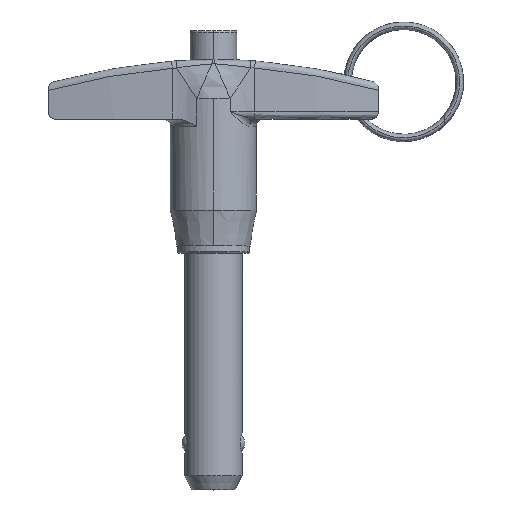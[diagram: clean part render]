
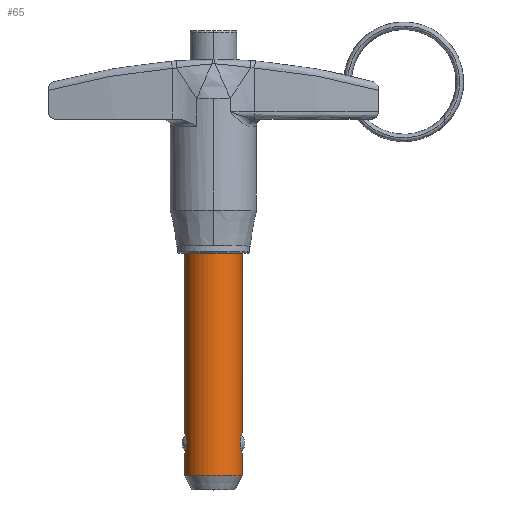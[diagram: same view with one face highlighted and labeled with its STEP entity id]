
A CAD part, top view. The second image highlights one B-rep face of the part: STEP entity #65.
In plain terms, the highlighted cylindrical face has radius 4 mm (diameter 8 mm), a partial arc.
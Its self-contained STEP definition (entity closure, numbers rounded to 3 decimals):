
#65 = ADVANCED_FACE ( 'NONE', ( #201 ), #859, .T. ) ;
#129 = CIRCLE ( 'NONE', #1600, 4. ) ;
#137 = CARTESIAN_POINT ( 'NONE',  ( -36.118, 1.346, -3.767 ) ) ;
#142 = EDGE_CURVE ( 'NONE', #4053, #4268, #2308, .T. ) ;
#171 = LINE ( 'NONE', #2237, #3403 ) ;
#181 = CARTESIAN_POINT ( 'NONE',  ( -36.797, 0.668, 3.945 ) ) ;
#201 = FACE_OUTER_BOUND ( 'NONE', #3858, .T. ) ;
#235 = CARTESIAN_POINT ( 'NONE',  ( -33.95, 0., 4. ) ) ;
#294 = B_SPLINE_CURVE_WITH_KNOTS ( 'NONE', 3,
 ( #2768, #2111, #2176, #4131, #4172, #1084, #1130, #799, #3816, #3105, #3841, #1151, #2505, #2443, #1809, #777, #3164, #137, #398, #2745, #3771, #1745, #1419, #3792, #3485, #4113, #3861, #749 ),
 .UNSPECIFIED., .F., .F.,
 ( 4, 2, 2, 2, 2, 2, 2, 2, 2, 2, 2, 2, 2, 4 ),
 ( 0., 0., 0.001, 0.001, 0.002, 0.002, 0.002, 0.003, 0.003, 0.003, 0.004, 0.004, 0.004, 0.005 ),
 .UNSPECIFIED. ) ;
#398 = CARTESIAN_POINT ( 'NONE',  ( -36.204, 1.3, -3.783 ) ) ;
#415 = LINE ( 'NONE', #1062, #2394 ) ;
#423 = DIRECTION ( 'NONE',  ( 0., 0., 1. ) ) ;
#576 = CARTESIAN_POINT ( 'NONE',  ( -35.649, 1.49, 3.712 ) ) ;
#616 = VERTEX_POINT ( 'NONE', #2770 ) ;
#664 = VERTEX_POINT ( 'NONE', #1926 ) ;
#724 = DIRECTION ( 'NONE',  ( -1., 0., 0. ) ) ;
#749 = CARTESIAN_POINT ( 'NONE',  ( -36.95, 0., -4. ) ) ;
#777 = CARTESIAN_POINT ( 'NONE',  ( -35.842, 1.451, -3.727 ) ) ;
#797 = ORIENTED_EDGE ( 'NONE', *, *, #4259, .F. ) ;
#799 = CARTESIAN_POINT ( 'NONE',  ( -34.527, 1.198, -3.819 ) ) ;
#825 = CARTESIAN_POINT ( 'NONE',  ( -8.95, 0., -4. ) ) ;
#859 = CYLINDRICAL_SURFACE ( 'NONE', #2261, 4. ) ;
#886 = CARTESIAN_POINT ( 'NONE',  ( -35.053, 1.46, 3.725 ) ) ;
#893 = EDGE_CURVE ( 'NONE', #3063, #616, #171, .T. ) ;
#1023 = DIRECTION ( 'NONE',  ( -1., 0., 0. ) ) ;
#1057 = ORIENTED_EDGE ( 'NONE', *, *, #142, .T. ) ;
#1062 = CARTESIAN_POINT ( 'NONE',  ( -41.95, 0., 4. ) ) ;
#1065 = ORIENTED_EDGE ( 'NONE', *, *, #2283, .T. ) ;
#1084 = CARTESIAN_POINT ( 'NONE',  ( -34.141, 0.759, -3.932 ) ) ;
#1130 = CARTESIAN_POINT ( 'NONE',  ( -34.253, 0.924, -3.894 ) ) ;
#1151 = CARTESIAN_POINT ( 'NONE',  ( -35.252, 1.49, -3.712 ) ) ;
#1199 = CARTESIAN_POINT ( 'NONE',  ( -33.95, 0., 4. ) ) ;
#1219 = CARTESIAN_POINT ( 'NONE',  ( -36.91, 0.396, 3.985 ) ) ;
#1229 = CARTESIAN_POINT ( 'NONE',  ( -8.95, 0., 4. ) ) ;
#1263 = CARTESIAN_POINT ( 'NONE',  ( -34.32, 0.992, 3.876 ) ) ;
#1419 = CARTESIAN_POINT ( 'NONE',  ( -36.641, 0.917, -3.894 ) ) ;
#1422 = ORIENTED_EDGE ( 'NONE', *, *, #3033, .T. ) ;
#1452 = ORIENTED_EDGE ( 'NONE', *, *, #2848, .T. ) ;
#1495 = DIRECTION ( 'NONE',  ( -1., 0., 0. ) ) ;
#1505 = VERTEX_POINT ( 'NONE', #1859 ) ;
#1548 = CARTESIAN_POINT ( 'NONE',  ( -36.371, 1.2, 3.818 ) ) ;
#1589 = CARTESIAN_POINT ( 'NONE',  ( -36.641, 0.917, 3.894 ) ) ;
#1600 = AXIS2_PLACEMENT_3D ( 'NONE', #3926, #1610, #3687 ) ;
#1610 = DIRECTION ( 'NONE',  ( -1., 0., 0. ) ) ;
#1650 = DIRECTION ( 'NONE',  ( -1., 0., 0. ) ) ;
#1745 = CARTESIAN_POINT ( 'NONE',  ( -36.58, 0.991, -3.876 ) ) ;
#1809 = CARTESIAN_POINT ( 'NONE',  ( -35.648, 1.49, -3.712 ) ) ;
#1857 = CARTESIAN_POINT ( 'NONE',  ( -41.95, 0., 0. ) ) ;
#1859 = CARTESIAN_POINT ( 'NONE',  ( -36.95, 0., 4. ) ) ;
#1926 = CARTESIAN_POINT ( 'NONE',  ( -39.95, 0., 4. ) ) ;
#1969 = CIRCLE ( 'NONE', #3805, 4. ) ;
#1979 = ORIENTED_EDGE ( 'NONE', *, *, #2254, .F. ) ;
#2111 = CARTESIAN_POINT ( 'NONE',  ( -33.95, 0.1, -4. ) ) ;
#2133 = EDGE_CURVE ( 'NONE', #1505, #664, #2657, .T. ) ;
#2137 = DIRECTION ( 'NONE',  ( -1., 0., 0. ) ) ;
#2176 = CARTESIAN_POINT ( 'NONE',  ( -33.96, 0.198, -3.996 ) ) ;
#2237 = CARTESIAN_POINT ( 'NONE',  ( -41.95, 0., -4. ) ) ;
#2254 = EDGE_CURVE ( 'NONE', #664, #616, #1969, .T. ) ;
#2261 = AXIS2_PLACEMENT_3D ( 'NONE', #1857, #3923, #2527 ) ;
#2273 = CARTESIAN_POINT ( 'NONE',  ( -34.257, 0.915, 3.895 ) ) ;
#2283 = EDGE_CURVE ( 'NONE', #4268, #3063, #294, .T. ) ;
#2308 = LINE ( 'NONE', #3034, #3602 ) ;
#2313 = CARTESIAN_POINT ( 'NONE',  ( -34.149, 0.754, 3.929 ) ) ;
#2394 = VECTOR ( 'NONE', #724, 1000. ) ;
#2443 = CARTESIAN_POINT ( 'NONE',  ( -35.548, 1.5, -3.708 ) ) ;
#2505 = CARTESIAN_POINT ( 'NONE',  ( -35.35, 1.5, -3.708 ) ) ;
#2527 = DIRECTION ( 'NONE',  ( 0., 0., 1. ) ) ;
#2554 = CARTESIAN_POINT ( 'NONE',  ( -33.95, 0.2, 4. ) ) ;
#2575 = CARTESIAN_POINT ( 'NONE',  ( -35.842, 1.451, 3.727 ) ) ;
#2640 = CARTESIAN_POINT ( 'NONE',  ( -36.75, 0.755, 3.929 ) ) ;
#2657 = LINE ( 'NONE', #4017, #4029 ) ;
#2739 = CARTESIAN_POINT ( 'NONE',  ( -33.95, 0., -4. ) ) ;
#2745 = CARTESIAN_POINT ( 'NONE',  ( -36.366, 1.192, -3.819 ) ) ;
#2768 = CARTESIAN_POINT ( 'NONE',  ( -33.95, 0., -4. ) ) ;
#2770 = CARTESIAN_POINT ( 'NONE',  ( -39.95, 0., -4. ) ) ;
#2799 = B_SPLINE_CURVE_WITH_KNOTS ( 'NONE', 3,
 ( #4285, #3997, #1219, #181, #2640, #1589, #4309, #1548, #2902, #3643, #2575, #576, #3305, #3286, #886, #2924, #3976, #1263, #2273, #2313, #3663, #3268, #2554, #1199 ),
 .UNSPECIFIED., .F., .F.,
 ( 4, 2, 2, 2, 2, 2, 2, 2, 2, 2, 2, 4 ),
 ( 0.005, 0.005, 0.006, 0.006, 0.007, 0.007, 0.007, 0.008, 0.008, 0.009, 0.009, 0.009 ),
 .UNSPECIFIED. ) ;
#2848 = EDGE_CURVE ( 'NONE', #1505, #3751, #2799, .T. ) ;
#2902 = CARTESIAN_POINT ( 'NONE',  ( -36.208, 1.309, 3.78 ) ) ;
#2924 = CARTESIAN_POINT ( 'NONE',  ( -34.692, 1.309, 3.781 ) ) ;
#3033 = EDGE_CURVE ( 'NONE', #3433, #4053, #129, .T. ) ;
#3034 = CARTESIAN_POINT ( 'NONE',  ( -41.95, 0., -4. ) ) ;
#3063 = VERTEX_POINT ( 'NONE', #4282 ) ;
#3105 = CARTESIAN_POINT ( 'NONE',  ( -34.963, 1.422, -3.739 ) ) ;
#3164 = CARTESIAN_POINT ( 'NONE',  ( -35.936, 1.423, -3.739 ) ) ;
#3268 = CARTESIAN_POINT ( 'NONE',  ( -33.989, 0.394, 3.985 ) ) ;
#3286 = CARTESIAN_POINT ( 'NONE',  ( -35.252, 1.5, 3.708 ) ) ;
#3305 = CARTESIAN_POINT ( 'NONE',  ( -35.548, 1.5, 3.708 ) ) ;
#3403 = VECTOR ( 'NONE', #1495, 1000. ) ;
#3433 = VERTEX_POINT ( 'NONE', #1229 ) ;
#3485 = CARTESIAN_POINT ( 'NONE',  ( -36.797, 0.667, -3.945 ) ) ;
#3602 = VECTOR ( 'NONE', #1650, 1000. ) ;
#3643 = CARTESIAN_POINT ( 'NONE',  ( -35.935, 1.423, 3.739 ) ) ;
#3663 = CARTESIAN_POINT ( 'NONE',  ( -34.103, 0.668, 3.945 ) ) ;
#3687 = DIRECTION ( 'NONE',  ( 0., 0., 1. ) ) ;
#3751 = VERTEX_POINT ( 'NONE', #235 ) ;
#3771 = CARTESIAN_POINT ( 'NONE',  ( -36.442, 1.129, -3.838 ) ) ;
#3792 = CARTESIAN_POINT ( 'NONE',  ( -36.75, 0.755, -3.929 ) ) ;
#3805 = AXIS2_PLACEMENT_3D ( 'NONE', #4149, #2137, #423 ) ;
#3807 = ORIENTED_EDGE ( 'NONE', *, *, #893, .T. ) ;
#3816 = CARTESIAN_POINT ( 'NONE',  ( -34.693, 1.309, -3.78 ) ) ;
#3841 = CARTESIAN_POINT ( 'NONE',  ( -35.058, 1.451, -3.727 ) ) ;
#3858 = EDGE_LOOP ( 'NONE', ( #1422, #1057, #1065, #3807, #1979, #4162, #1452, #797 ) ) ;
#3861 = CARTESIAN_POINT ( 'NONE',  ( -36.95, 0.197, -4. ) ) ;
#3923 = DIRECTION ( 'NONE',  ( -1., 0., 0. ) ) ;
#3926 = CARTESIAN_POINT ( 'NONE',  ( -8.95, 0., 0. ) ) ;
#3976 = CARTESIAN_POINT ( 'NONE',  ( -34.527, 1.198, 3.819 ) ) ;
#3997 = CARTESIAN_POINT ( 'NONE',  ( -36.95, 0.197, 4. ) ) ;
#4017 = CARTESIAN_POINT ( 'NONE',  ( -41.95, 0., 4. ) ) ;
#4029 = VECTOR ( 'NONE', #1023, 1000. ) ;
#4053 = VERTEX_POINT ( 'NONE', #825 ) ;
#4113 = CARTESIAN_POINT ( 'NONE',  ( -36.91, 0.396, -3.984 ) ) ;
#4131 = CARTESIAN_POINT ( 'NONE',  ( -33.999, 0.391, -3.982 ) ) ;
#4149 = CARTESIAN_POINT ( 'NONE',  ( -39.95, 0., 0. ) ) ;
#4162 = ORIENTED_EDGE ( 'NONE', *, *, #2133, .F. ) ;
#4172 = CARTESIAN_POINT ( 'NONE',  ( -34.028, 0.487, -3.971 ) ) ;
#4259 = EDGE_CURVE ( 'NONE', #3433, #3751, #415, .T. ) ;
#4268 = VERTEX_POINT ( 'NONE', #2739 ) ;
#4282 = CARTESIAN_POINT ( 'NONE',  ( -36.95, 0., -4. ) ) ;
#4285 = CARTESIAN_POINT ( 'NONE',  ( -36.95, 0., 4. ) ) ;
#4309 = CARTESIAN_POINT ( 'NONE',  ( -36.579, 0.992, 3.876 ) ) ;
